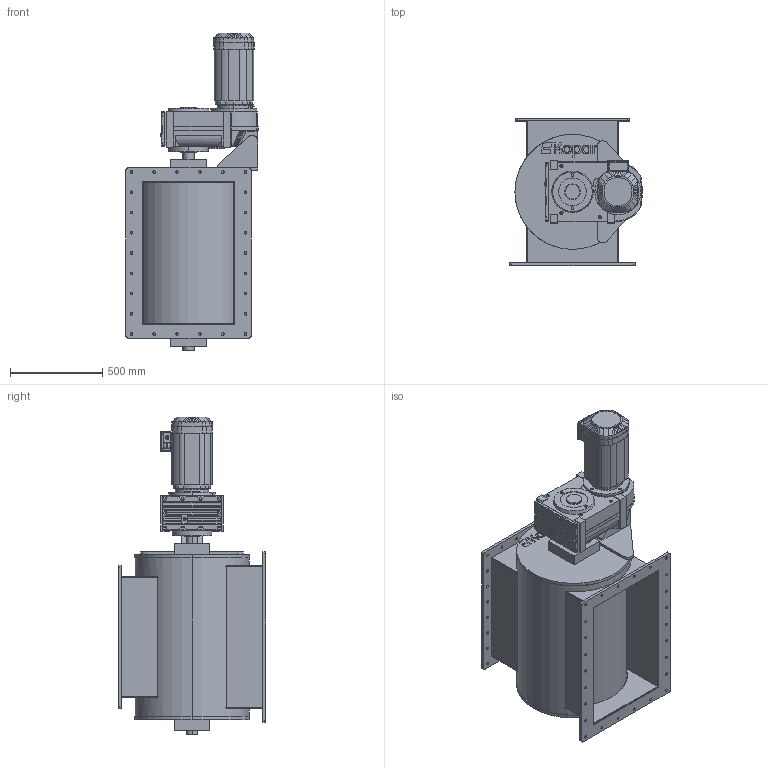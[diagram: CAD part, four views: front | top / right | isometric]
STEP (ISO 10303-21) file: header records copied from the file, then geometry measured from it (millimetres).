
FILE_DESCRIPTION (( 'STEP AP214' ), '1' );
FILE_NAME ('RV600-850-500x658.STEP', '2025-01-15T07:40:06', ( '' ), ( '' ), 'SwSTEP 2.0', 'SolidWorks 2022', '' );
FILE_SCHEMA (( 'AUTOMOTIVE_DESIGN' ));
Length unit declared in the file: millimetre
Products named in the file (1): RV600-850-500x658
Bounding box: 718.07 x 800 x 1727 mm (x, y, z)
Volume: 319312883.2 mm3; surface area: 10346015.8 mm2
Topology: 35 solids, 51 shells, 1511 faces, 3961 edges, 2566 vertices
Faces by surface type: plane 700, cylinder 659, cone 92, bspline 60
Entity records: 63248 total; most frequent: CARTESIAN_POINT 12441, DIRECTION 7824, ORIENTED_EDGE 7776, EDGE_CURVE 3888, AXIS2_PLACEMENT_3D 2734, VERTEX_POINT 2566, VECTOR 2356, LINE 2356
